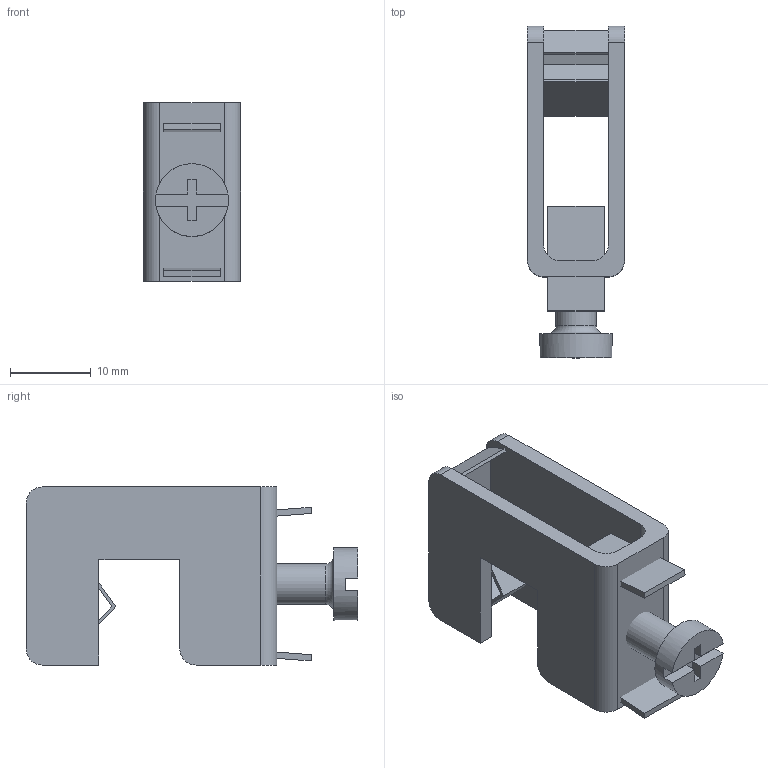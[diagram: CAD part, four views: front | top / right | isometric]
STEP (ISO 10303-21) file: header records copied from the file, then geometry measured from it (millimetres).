
FILE_DESCRIPTION(/* description */ ('STEP AP214'),/* implementation_level */ '2;1');
FILE_NAME(/* name */ '01289',/* time_stamp */ '2024-11-11T16:39:37+01:00',/* author */ ('License CC BY-ND 4.0'),/* organization */ ('CADENAS'),/* preprocessor_version */ 'ST-DEVELOPER v19.3',/* originating_system */ 'PARTsolutions',/* authorisation */ ' ');
FILE_SCHEMA (('AUTOMOTIVE_DESIGN {1 0 10303 214 3 1 1}'));
Length unit declared in the file: millimetre
Products named in the file (4): 01289; 01289b; 01289s; 01289b2
Assembly tree (3 placements, depth 2):
  01289
    01289b
    01289s
    01289b2
Bounding box: 12 x 41 x 22 mm (x, y, z)
Volume: 3355 mm3; surface area: 4703.5 mm2
Topology: 3 solids, 3 shells, 71 faces, 200 edges, 130 vertices
Faces by surface type: plane 57, cylinder 12, torus 1, cone 1
Full cylindrical faces by diameter (mm): 5 x1, 9 x1
Entity records: 2347 total; most frequent: CARTESIAN_POINT 399, ORIENTED_EDGE 390, DIRECTION 374, EDGE_CURVE 195, LINE 166, VECTOR 166, VERTEX_POINT 129, AXIS2_PLACEMENT_3D 104
